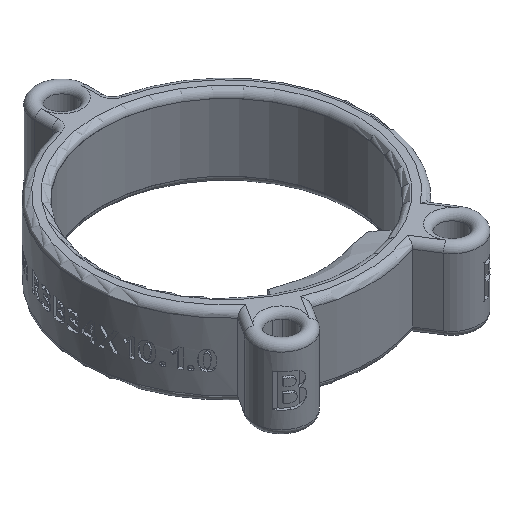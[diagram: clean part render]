
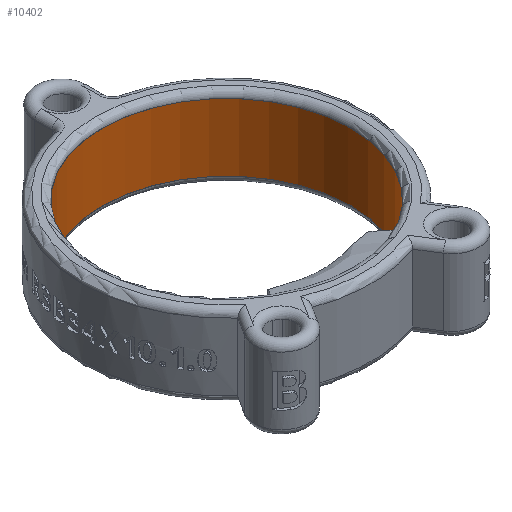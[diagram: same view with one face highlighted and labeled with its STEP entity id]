
A CAD part, isometric view. The second image highlights one B-rep face of the part: STEP entity #10402.
In plain terms, the highlighted cylindrical face has radius 18.5 mm (diameter 37 mm), a partial arc.
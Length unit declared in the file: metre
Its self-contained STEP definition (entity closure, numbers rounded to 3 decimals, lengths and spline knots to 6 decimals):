
#892=CYLINDRICAL_SURFACE('',#11061,0.0185);
#1032=LINE('',#14123,#1776);
#1033=LINE('',#14124,#1777);
#1776=VECTOR('',#11854,1.);
#1777=VECTOR('',#11855,1.);
#2536=ORIENTED_EDGE('',*,*,#5817,.T.);
#2537=ORIENTED_EDGE('',*,*,#5838,.T.);
#2538=ORIENTED_EDGE('',*,*,#5825,.F.);
#2539=ORIENTED_EDGE('',*,*,#5839,.F.);
#5817=EDGE_CURVE('',#7470,#7469,#8555,.T.);
#5825=EDGE_CURVE('',#7476,#7478,#8559,.T.);
#5838=EDGE_CURVE('',#7469,#7478,#1032,.T.);
#5839=EDGE_CURVE('',#7470,#7476,#1033,.T.);
#7469=VERTEX_POINT('',#14080);
#7470=VERTEX_POINT('',#14082);
#7476=VERTEX_POINT('',#14096);
#7478=VERTEX_POINT('',#14099);
#8555=CIRCLE('',#11049,0.0185);
#8559=CIRCLE('',#11054,0.0185);
#8825=EDGE_LOOP('',(#2536,#2537,#2538,#2539));
#9492=FACE_BOUND('',#8825,.T.);
#10402=ADVANCED_FACE('',(#9492),#892,.F.);
#11049=AXIS2_PLACEMENT_3D('',#14081,#11817,#11818);
#11054=AXIS2_PLACEMENT_3D('',#14098,#11831,#11832);
#11061=AXIS2_PLACEMENT_3D('',#14122,#11852,#11853);
#11817=DIRECTION('',(0.,0.,1.));
#11818=DIRECTION('',(1.,0.,0.));
#11831=DIRECTION('',(0.,0.,1.));
#11832=DIRECTION('',(1.,0.,0.));
#11852=DIRECTION('',(0.,0.,-1.));
#11853=DIRECTION('',(-1.,0.,0.));
#11854=DIRECTION('',(0.,0.,-1.));
#11855=DIRECTION('',(0.,0.,-1.));
#14080=CARTESIAN_POINT('',(-0.00994,-0.015603,0.005));
#14081=CARTESIAN_POINT('',(0.,0.,0.005));
#14082=CARTESIAN_POINT('',(0.00994,-0.015603,0.005));
#14096=CARTESIAN_POINT('',(0.00994,-0.015603,-0.005));
#14098=CARTESIAN_POINT('',(0.,0.,-0.005));
#14099=CARTESIAN_POINT('',(-0.00994,-0.015603,-0.005));
#14122=CARTESIAN_POINT('',(0.,0.,0.005));
#14123=CARTESIAN_POINT('',(-0.00994,-0.015603,0.006002));
#14124=CARTESIAN_POINT('',(0.00994,-0.015603,0.006002));
